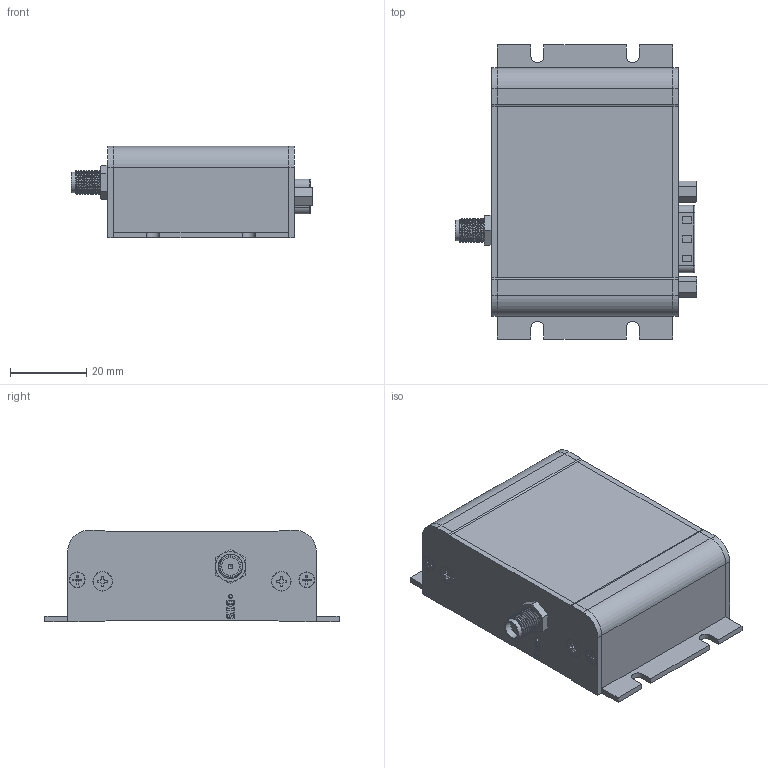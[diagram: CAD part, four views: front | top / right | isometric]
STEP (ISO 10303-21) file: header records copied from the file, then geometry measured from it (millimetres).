
FILE_DESCRIPTION(/* description */ (''),/* implementation_level */ '2;1');
FILE_NAME(/* name */ 'enclosure_gps v11.step',/* time_stamp */ '2024-03-22T10:08:49+01:00',/* author */ (''),/* organization */ (''),/* preprocessor_version */ 'ST-DEVELOPER v20',/* originating_system */ 'Autodesk Translation Framework v12.20.1.177',/* authorisation */ '');
FILE_SCHEMA (('AUTOMOTIVE_DESIGN { 1 0 10303 214 3 1 1 }'));
Products named in the file (21): enclosure_gps; enclosure; front; Hex-Standoff v1; silkprint; back; SNZF-M2.6-6-TBZ v1; gps_plate_screw_CSPLC-ST-M3-8_203; sma_dummy; silkscreen; base v3; PCB Component; Board; M09_190-009-163R001; USB-MINI-SMD-HOLES; gps_pcb; gps v1; PCB Component_1; Board_1; CON_SREW_R; CON_SREW_L
Assembly tree (25 placements, depth 5):
  enclosure_gps
    enclosure
    front
      SNZF-M2.6-6-TBZ v1  x2
      Hex-Standoff v1  x2
      silkprint
    back
      SNZF-M2.6-6-TBZ v1  x2
      gps_plate_screw_CSPLC-ST-M3-8_203  x2
      sma_dummy
      silkscreen
    base v3
      PCB Component
        Board
        M09_190-009-163R001
        USB-MINI-SMD-HOLES
    gps_pcb
      gps v1
        PCB Component_1
          Board_1
          CON_SREW_R
          CON_SREW_L
Bounding box: 63.32 x 77.2 x 24 mm (x, y, z)
Volume: 25521.2 mm3; surface area: 36120.6 mm2
Topology: 34 solids, 34 shells, 1996 faces, 5430 edges, 3543 vertices
Faces by surface type: plane 1017, cylinder 676, bspline 241, cone 35, torus 25, sphere 2
Full cylindrical faces by diameter (mm): 0.3 x319, 0.35 x5, 0.61 x9, 0.9 x2, 0.991 x3, 1 x4, 1.092 x9, 1.295 x1, 1.397 x2, 1.5 x2, 1.8 x4, 1.893 x18, 2 x6, 2.261 x2, 2.58 x16, 2.6 x8, 3 x4, 3.048 x2, 3.05 x2, 3.2 x4, 4 x4, 4.1 x4, 4.572 x1, 5 x2, 5.1 x2, 5.433 x2, 5.486 x1, 5.586 x11, 6.35 x11
Entity records: 68528 total; most frequent: CARTESIAN_POINT 20117, ORIENTED_EDGE 10086, DIRECTION 8984, EDGE_CURVE 5043, VERTEX_POINT 3312, LINE 3168, VECTOR 3168, AXIS2_PLACEMENT_3D 2908
